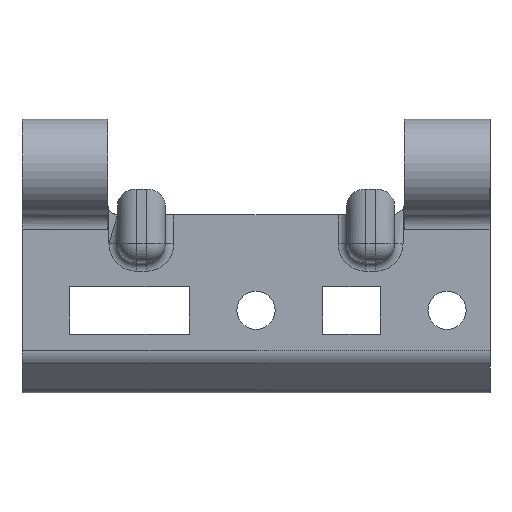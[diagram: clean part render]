
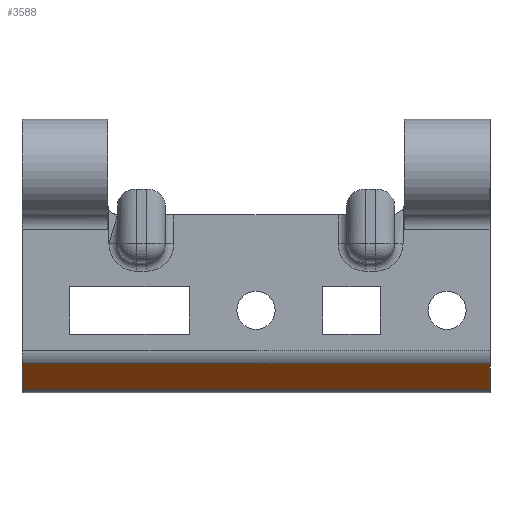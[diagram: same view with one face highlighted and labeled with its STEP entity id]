
A CAD part, top view. The second image highlights one B-rep face of the part: STEP entity #3588.
In plain terms, the highlighted planar face has unit normal (0, -0.707, 0.707).
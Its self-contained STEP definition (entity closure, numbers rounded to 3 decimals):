
#152 = PLANE('',#153);
#153 = AXIS2_PLACEMENT_3D('',#154,#155,#156);
#154 = CARTESIAN_POINT('',(-24.5,-8.307,1.707));
#155 = DIRECTION('',(-1.,0.,0.));
#156 = DIRECTION('',(0.,0.,-1.));
#180 = CYLINDRICAL_SURFACE('',#181,2.);
#181 = AXIS2_PLACEMENT_3D('',#182,#183,#184);
#182 = CARTESIAN_POINT('',(-24.5,-4.186,3.));
#183 = DIRECTION('',(-1.,0.,0.));
#184 = DIRECTION('',(0.,1.,0.));
#208 = PLANE('',#209);
#209 = AXIS2_PLACEMENT_3D('',#210,#211,#212);
#210 = CARTESIAN_POINT('',(24.5,-8.307,1.707));
#211 = DIRECTION('',(-1.,0.,0.));
#212 = DIRECTION('',(0.,0.,-1.));
#1490 = VERTEX_POINT('',#1491);
#1491 = CARTESIAN_POINT('',(-24.5,-8.307,1.707));
#1512 = CYLINDRICAL_SURFACE('',#1513,1.);
#1513 = AXIS2_PLACEMENT_3D('',#1514,#1515,#1516);
#1514 = CARTESIAN_POINT('',(-24.5,-7.6,1.));
#1515 = DIRECTION('',(-1.,0.,0.));
#1516 = DIRECTION('',(0.,1.,0.));
#1524 = EDGE_CURVE('',#1490,#1525,#1527,.T.);
#1525 = VERTEX_POINT('',#1526);
#1526 = CARTESIAN_POINT('',(-24.5,-5.6,4.414));
#1527 = SURFACE_CURVE('',#1528,(#1532,#1539),.PCURVE_S1.);
#1528 = LINE('',#1529,#1530);
#1529 = CARTESIAN_POINT('',(-24.5,-8.307,1.707));
#1530 = VECTOR('',#1531,1.);
#1531 = DIRECTION('',(0.,0.707,0.707)
  );
#1532 = PCURVE('',#152,#1533);
#1533 = DEFINITIONAL_REPRESENTATION('',(#1534),#1538);
#1534 = LINE('',#1535,#1536);
#1535 = CARTESIAN_POINT('',(-0.,-0.));
#1536 = VECTOR('',#1537,1.);
#1537 = DIRECTION('',(-0.707,-0.707));
#1538 = ( GEOMETRIC_REPRESENTATION_CONTEXT(2) 
PARAMETRIC_REPRESENTATION_CONTEXT() REPRESENTATION_CONTEXT('2D SPACE',''
  ) );
#1539 = PCURVE('',#1540,#1545);
#1540 = PLANE('',#1541);
#1541 = AXIS2_PLACEMENT_3D('',#1542,#1543,#1544);
#1542 = CARTESIAN_POINT('',(-24.5,-8.307,1.707));
#1543 = DIRECTION('',(0.,-0.707,0.707
    ));
#1544 = DIRECTION('',(0.,0.707,0.707)
  );
#1545 = DEFINITIONAL_REPRESENTATION('',(#1546),#1550);
#1546 = LINE('',#1547,#1548);
#1547 = CARTESIAN_POINT('',(0.,0.));
#1548 = VECTOR('',#1549,1.);
#1549 = DIRECTION('',(1.,0.));
#1550 = ( GEOMETRIC_REPRESENTATION_CONTEXT(2) 
PARAMETRIC_REPRESENTATION_CONTEXT() REPRESENTATION_CONTEXT('2D SPACE',''
  ) );
#1719 = VERTEX_POINT('',#1720);
#1720 = CARTESIAN_POINT('',(24.5,-5.6,4.414));
#1746 = EDGE_CURVE('',#1525,#1719,#1747,.T.);
#1747 = SURFACE_CURVE('',#1748,(#1752,#1759),.PCURVE_S1.);
#1748 = LINE('',#1749,#1750);
#1749 = CARTESIAN_POINT('',(-24.5,-5.6,4.414));
#1750 = VECTOR('',#1751,1.);
#1751 = DIRECTION('',(1.,0.,0.));
#1752 = PCURVE('',#180,#1753);
#1753 = DEFINITIONAL_REPRESENTATION('',(#1754),#1758);
#1754 = LINE('',#1755,#1756);
#1755 = CARTESIAN_POINT('',(-2.356,0.));
#1756 = VECTOR('',#1757,1.);
#1757 = DIRECTION('',(-0.,-1.));
#1758 = ( GEOMETRIC_REPRESENTATION_CONTEXT(2) 
PARAMETRIC_REPRESENTATION_CONTEXT() REPRESENTATION_CONTEXT('2D SPACE',''
  ) );
#1759 = PCURVE('',#1540,#1760);
#1760 = DEFINITIONAL_REPRESENTATION('',(#1761),#1765);
#1761 = LINE('',#1762,#1763);
#1762 = CARTESIAN_POINT('',(3.828,0.));
#1763 = VECTOR('',#1764,1.);
#1764 = DIRECTION('',(0.,-1.));
#1765 = ( GEOMETRIC_REPRESENTATION_CONTEXT(2) 
PARAMETRIC_REPRESENTATION_CONTEXT() REPRESENTATION_CONTEXT('2D SPACE',''
  ) );
#2030 = VERTEX_POINT('',#2031);
#2031 = CARTESIAN_POINT('',(24.5,-8.307,1.707));
#2059 = EDGE_CURVE('',#2030,#1719,#2060,.T.);
#2060 = SURFACE_CURVE('',#2061,(#2065,#2072),.PCURVE_S1.);
#2061 = LINE('',#2062,#2063);
#2062 = CARTESIAN_POINT('',(24.5,-8.307,1.707));
#2063 = VECTOR('',#2064,1.);
#2064 = DIRECTION('',(0.,0.707,0.707)
  );
#2065 = PCURVE('',#208,#2066);
#2066 = DEFINITIONAL_REPRESENTATION('',(#2067),#2071);
#2067 = LINE('',#2068,#2069);
#2068 = CARTESIAN_POINT('',(-0.,-0.));
#2069 = VECTOR('',#2070,1.);
#2070 = DIRECTION('',(-0.707,-0.707));
#2071 = ( GEOMETRIC_REPRESENTATION_CONTEXT(2) 
PARAMETRIC_REPRESENTATION_CONTEXT() REPRESENTATION_CONTEXT('2D SPACE',''
  ) );
#2072 = PCURVE('',#1540,#2073);
#2073 = DEFINITIONAL_REPRESENTATION('',(#2074),#2078);
#2074 = LINE('',#2075,#2076);
#2075 = CARTESIAN_POINT('',(0.,-49.));
#2076 = VECTOR('',#2077,1.);
#2077 = DIRECTION('',(1.,0.));
#2078 = ( GEOMETRIC_REPRESENTATION_CONTEXT(2) 
PARAMETRIC_REPRESENTATION_CONTEXT() REPRESENTATION_CONTEXT('2D SPACE',''
  ) );
#3565 = EDGE_CURVE('',#1490,#2030,#3566,.T.);
#3566 = SURFACE_CURVE('',#3567,(#3571,#3578),.PCURVE_S1.);
#3567 = LINE('',#3568,#3569);
#3568 = CARTESIAN_POINT('',(-24.5,-8.307,1.707));
#3569 = VECTOR('',#3570,1.);
#3570 = DIRECTION('',(1.,0.,0.));
#3571 = PCURVE('',#1512,#3572);
#3572 = DEFINITIONAL_REPRESENTATION('',(#3573),#3577);
#3573 = LINE('',#3574,#3575);
#3574 = CARTESIAN_POINT('',(-2.356,0.));
#3575 = VECTOR('',#3576,1.);
#3576 = DIRECTION('',(-0.,-1.));
#3577 = ( GEOMETRIC_REPRESENTATION_CONTEXT(2) 
PARAMETRIC_REPRESENTATION_CONTEXT() REPRESENTATION_CONTEXT('2D SPACE',''
  ) );
#3578 = PCURVE('',#1540,#3579);
#3579 = DEFINITIONAL_REPRESENTATION('',(#3580),#3584);
#3580 = LINE('',#3581,#3582);
#3581 = CARTESIAN_POINT('',(0.,0.));
#3582 = VECTOR('',#3583,1.);
#3583 = DIRECTION('',(0.,-1.));
#3584 = ( GEOMETRIC_REPRESENTATION_CONTEXT(2) 
PARAMETRIC_REPRESENTATION_CONTEXT() REPRESENTATION_CONTEXT('2D SPACE',''
  ) );
#3588 = ADVANCED_FACE('',(#3589),#1540,.T.);
#3589 = FACE_BOUND('',#3590,.T.);
#3590 = EDGE_LOOP('',(#3591,#3592,#3593,#3594));
#3591 = ORIENTED_EDGE('',*,*,#3565,.T.);
#3592 = ORIENTED_EDGE('',*,*,#2059,.T.);
#3593 = ORIENTED_EDGE('',*,*,#1746,.F.);
#3594 = ORIENTED_EDGE('',*,*,#1524,.F.);
